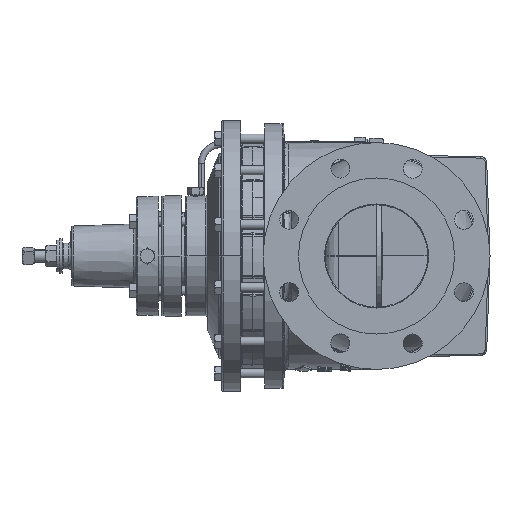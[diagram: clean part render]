
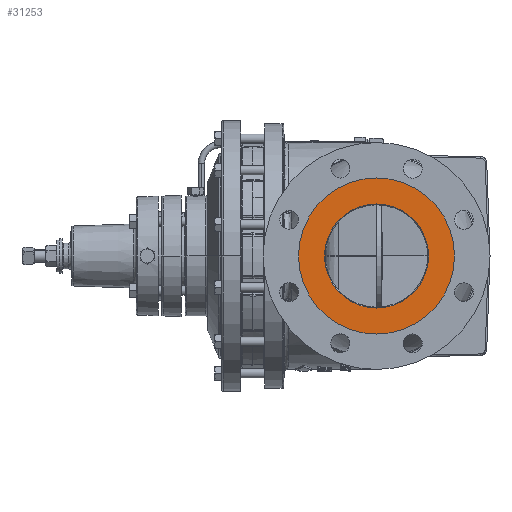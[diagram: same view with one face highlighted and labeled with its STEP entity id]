
A CAD part, left-side view. The second image highlights one B-rep face of the part: STEP entity #31253.
In plain terms, the highlighted planar face has unit normal (-1, 0, 0).
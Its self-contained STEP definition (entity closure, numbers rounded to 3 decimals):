
#741 = DIRECTION ( 'NONE',  ( 0., 0., 1. ) ) ;
#1689 = DIRECTION ( 'NONE',  ( 1., 0., 0. ) ) ;
#3677 = PLANE ( 'NONE',  #50858 ) ;
#4552 = EDGE_CURVE ( 'NONE', #85012, #67994, #93314, .T. ) ;
#9210 = ORIENTED_EDGE ( 'NONE', *, *, #81426, .T. ) ;
#12556 = AXIS2_PLACEMENT_3D ( 'NONE', #81022, #37430, #88375 ) ;
#14354 = CARTESIAN_POINT ( 'NONE',  ( -7.562, 0., -2.063 ) ) ;
#14703 = FACE_OUTER_BOUND ( 'NONE', #39922, .T. ) ;
#18705 = DIRECTION ( 'NONE',  ( 0., 0., 1. ) ) ;
#20353 = ORIENTED_EDGE ( 'NONE', *, *, #21784, .T. ) ;
#21784 = EDGE_CURVE ( 'NONE', #64763, #27959, #34512, .T. ) ;
#21896 = EDGE_CURVE ( 'NONE', #67994, #85012, #85725, .T. ) ;
#22890 = DIRECTION ( 'NONE',  ( -1., 0., 0. ) ) ;
#27959 = VERTEX_POINT ( 'NONE', #67085 ) ;
#31253 = ADVANCED_FACE ( 'NONE', ( #14703, #53397 ), #3677, .T. ) ;
#34512 = CIRCLE ( 'NONE', #12556, 3.094 ) ;
#36643 = CARTESIAN_POINT ( 'NONE',  ( -7.562, 0., -3.094 ) ) ;
#37430 = DIRECTION ( 'NONE',  ( -1., 0., 0. ) ) ;
#39922 = EDGE_LOOP ( 'NONE', ( #9210, #20353 ) ) ;
#41849 = AXIS2_PLACEMENT_3D ( 'NONE', #45344, #1689, #52634 ) ;
#44376 = DIRECTION ( 'NONE',  ( 1., 0., 0. ) ) ;
#45344 = CARTESIAN_POINT ( 'NONE',  ( -7.562, 0., 0. ) ) ;
#47692 = CARTESIAN_POINT ( 'NONE',  ( -7.562, 9.252, 0. ) ) ;
#50858 = AXIS2_PLACEMENT_3D ( 'NONE', #47692, #62254, #18705 ) ;
#52634 = DIRECTION ( 'NONE',  ( 0., 0., 1. ) ) ;
#53397 = FACE_BOUND ( 'NONE', #66969, .T. ) ;
#54103 = ORIENTED_EDGE ( 'NONE', *, *, #4552, .T. ) ;
#62254 = DIRECTION ( 'NONE',  ( -1., 0., 0. ) ) ;
#64763 = VERTEX_POINT ( 'NONE', #36643 ) ;
#66462 = CARTESIAN_POINT ( 'NONE',  ( -7.562, 0., 0. ) ) ;
#66969 = EDGE_LOOP ( 'NONE', ( #54103, #80108 ) ) ;
#67085 = CARTESIAN_POINT ( 'NONE',  ( -7.562, 0., 3.094 ) ) ;
#67994 = VERTEX_POINT ( 'NONE', #14354 ) ;
#72840 = AXIS2_PLACEMENT_3D ( 'NONE', #66462, #22890, #73794 ) ;
#73794 = DIRECTION ( 'NONE',  ( 0., 0., 1. ) ) ;
#74384 = CIRCLE ( 'NONE', #72840, 3.094 ) ;
#80108 = ORIENTED_EDGE ( 'NONE', *, *, #21896, .T. ) ;
#81022 = CARTESIAN_POINT ( 'NONE',  ( -7.562, 0., 0. ) ) ;
#81426 = EDGE_CURVE ( 'NONE', #27959, #64763, #74384, .T. ) ;
#85012 = VERTEX_POINT ( 'NONE', #94327 ) ;
#85335 = AXIS2_PLACEMENT_3D ( 'NONE', #88041, #44376, #741 ) ;
#85725 = CIRCLE ( 'NONE', #41849, 2.063 ) ;
#88041 = CARTESIAN_POINT ( 'NONE',  ( -7.562, 0., 0. ) ) ;
#88375 = DIRECTION ( 'NONE',  ( 0., 0., 1. ) ) ;
#93314 = CIRCLE ( 'NONE', #85335, 2.063 ) ;
#94327 = CARTESIAN_POINT ( 'NONE',  ( -7.562, 0., 2.063 ) ) ;
